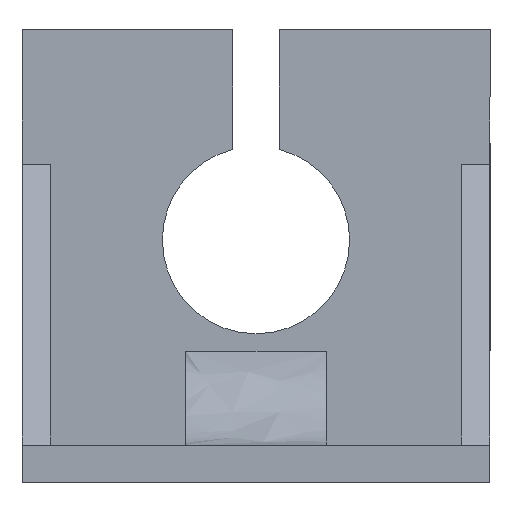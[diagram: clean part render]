
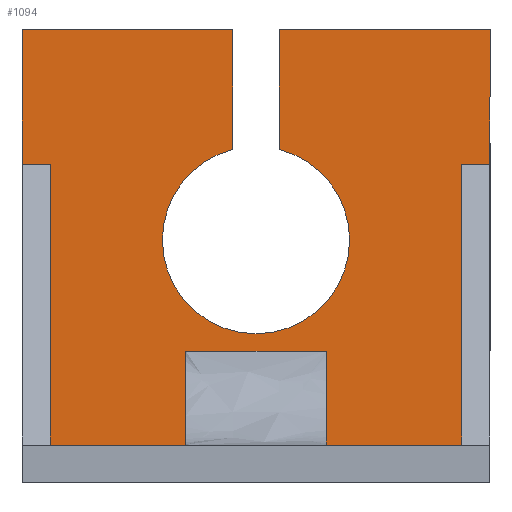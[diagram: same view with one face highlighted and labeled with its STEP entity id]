
A CAD part, front view. The second image highlights one B-rep face of the part: STEP entity #1094.
In plain terms, the highlighted planar face has unit normal (0, -1, 0).
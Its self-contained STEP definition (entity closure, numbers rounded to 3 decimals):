
#5 = EDGE_CURVE ( 'NONE', #1848, #1299, #1663, .T. ) ;
#21 = LINE ( 'NONE', #219, #1859 ) ;
#49 = EDGE_CURVE ( 'NONE', #1333, #429, #974, .T. ) ;
#58 = LINE ( 'NONE', #1067, #1608 ) ;
#75 = DIRECTION ( 'NONE',  ( 0., 1., 0. ) ) ;
#83 = CARTESIAN_POINT ( 'NONE',  ( -50., 25., 51.78 ) ) ;
#92 = DIRECTION ( 'NONE',  ( -1., 0., 0. ) ) ;
#108 = CARTESIAN_POINT ( 'NONE',  ( -6., 25., 68. ) ) ;
#137 = VECTOR ( 'NONE', #705, 1000. ) ;
#146 = VERTEX_POINT ( 'NONE', #156 ) ;
#147 = AXIS2_PLACEMENT_3D ( 'NONE', #1514, #221, #1358 ) ;
#156 = CARTESIAN_POINT ( 'NONE',  ( -35., 25., 8. ) ) ;
#163 = CARTESIAN_POINT ( 'NONE',  ( -94., 25., 0. ) ) ;
#214 = ORIENTED_EDGE ( 'NONE', *, *, #980, .T. ) ;
#219 = CARTESIAN_POINT ( 'NONE',  ( -94., 25., 68. ) ) ;
#221 = DIRECTION ( 'NONE',  ( 0., 1., 0. ) ) ;
#222 = CARTESIAN_POINT ( 'NONE',  ( -45., 25., 28. ) ) ;
#247 = DIRECTION ( 'NONE',  ( 0., 1., 0. ) ) ;
#267 = LINE ( 'NONE', #850, #1542 ) ;
#272 = EDGE_CURVE ( 'NONE', #622, #1124, #58, .T. ) ;
#274 = ORIENTED_EDGE ( 'NONE', *, *, #1680, .T. ) ;
#298 = CIRCLE ( 'NONE', #147, 20. ) ;
#302 = LINE ( 'NONE', #1003, #1345 ) ;
#335 = ORIENTED_EDGE ( 'NONE', *, *, #558, .F. ) ;
#349 = VECTOR ( 'NONE', #1114, 1000. ) ;
#356 = DIRECTION ( 'NONE',  ( 0., 1., 0. ) ) ;
#361 = VECTOR ( 'NONE', #958, 1000. ) ;
#366 = CARTESIAN_POINT ( 'NONE',  ( 0., 25., 8. ) ) ;
#382 = DIRECTION ( 'NONE',  ( -1., 0., 0. ) ) ;
#398 = EDGE_LOOP ( 'NONE', ( #1140, #1436, #620, #1619, #214, #1545, #1795, #335, #576, #1455, #1675, #1193, #1492, #1800, #274, #1424, #711, #641 ) ) ;
#399 = CARTESIAN_POINT ( 'NONE',  ( 0., 25., 96.78 ) ) ;
#413 = CARTESIAN_POINT ( 'NONE',  ( -65., 25., 18. ) ) ;
#429 = VERTEX_POINT ( 'NONE', #1405 ) ;
#449 = VECTOR ( 'NONE', #992, 1000. ) ;
#456 = EDGE_CURVE ( 'NONE', #1699, #1811, #1694, .T. ) ;
#461 = CARTESIAN_POINT ( 'NONE',  ( -45., 25., 71.145 ) ) ;
#474 = CARTESIAN_POINT ( 'NONE',  ( 0., 25., 68. ) ) ;
#504 = VECTOR ( 'NONE', #1530, 1000. ) ;
#527 = LINE ( 'NONE', #399, #349 ) ;
#558 = EDGE_CURVE ( 'NONE', #1380, #622, #267, .T. ) ;
#560 = LINE ( 'NONE', #163, #1212 ) ;
#576 = ORIENTED_EDGE ( 'NONE', *, *, #1351, .F. ) ;
#620 = ORIENTED_EDGE ( 'NONE', *, *, #1142, .T. ) ;
#622 = VERTEX_POINT ( 'NONE', #1543 ) ;
#628 = DIRECTION ( 'NONE',  ( 1., 0., 0. ) ) ;
#641 = ORIENTED_EDGE ( 'NONE', *, *, #456, .T. ) ;
#656 = DIRECTION ( 'NONE',  ( -1., 0., 0. ) ) ;
#666 = EDGE_CURVE ( 'NONE', #874, #1461, #1579, .T. ) ;
#671 = CARTESIAN_POINT ( 'NONE',  ( -6., 25., 8. ) ) ;
#672 = AXIS2_PLACEMENT_3D ( 'NONE', #1086, #356, #656 ) ;
#705 = DIRECTION ( 'NONE',  ( 0., 0., 1. ) ) ;
#711 = ORIENTED_EDGE ( 'NONE', *, *, #1438, .T. ) ;
#739 = EDGE_CURVE ( 'NONE', #900, #1124, #1288, .T. ) ;
#751 = DIRECTION ( 'NONE',  ( 0., 0., 1. ) ) ;
#763 = EDGE_CURVE ( 'NONE', #1586, #851, #864, .T. ) ;
#811 = CARTESIAN_POINT ( 'NONE',  ( 0., 25., 0. ) ) ;
#812 = AXIS2_PLACEMENT_3D ( 'NONE', #83, #247, #92 ) ;
#849 = CARTESIAN_POINT ( 'NONE',  ( -6., 25., 0. ) ) ;
#850 = CARTESIAN_POINT ( 'NONE',  ( -100., 25., 0. ) ) ;
#851 = VERTEX_POINT ( 'NONE', #461 ) ;
#864 = LINE ( 'NONE', #1871, #1059 ) ;
#874 = VERTEX_POINT ( 'NONE', #897 ) ;
#897 = CARTESIAN_POINT ( 'NONE',  ( -30., 25., 51.78 ) ) ;
#900 = VERTEX_POINT ( 'NONE', #1488 ) ;
#913 = DIRECTION ( 'NONE',  ( -1., 0., 0. ) ) ;
#927 = VERTEX_POINT ( 'NONE', #1521 ) ;
#930 = CARTESIAN_POINT ( 'NONE',  ( -65., 25., 28. ) ) ;
#958 = DIRECTION ( 'NONE',  ( 0., 0., 1. ) ) ;
#966 = DIRECTION ( 'NONE',  ( 0., 0., 1. ) ) ;
#973 = AXIS2_PLACEMENT_3D ( 'NONE', #811, #75, #382 ) ;
#974 = B_SPLINE_CURVE_WITH_KNOTS ( 'NONE', 3,
 ( #930, #1411, #222, #1236 ),
 .UNSPECIFIED., .F., .F.,
 ( 4, 4 ),
 ( 0., 1. ),
 .UNSPECIFIED. ) ;
#980 = EDGE_CURVE ( 'NONE', #1461, #900, #298, .T. ) ;
#992 = DIRECTION ( 'NONE',  ( 1., 0., 0. ) ) ;
#1003 = CARTESIAN_POINT ( 'NONE',  ( 0., 25., 8. ) ) ;
#1040 = EDGE_CURVE ( 'NONE', #1854, #1907, #1583, .T. ) ;
#1047 = DIRECTION ( 'NONE',  ( 0., 0., 1. ) ) ;
#1059 = VECTOR ( 'NONE', #1132, 1000. ) ;
#1067 = CARTESIAN_POINT ( 'NONE',  ( 0., 25., 96.78 ) ) ;
#1071 = VECTOR ( 'NONE', #628, 1000. ) ;
#1086 = CARTESIAN_POINT ( 'NONE',  ( -50., 25., 51.78 ) ) ;
#1090 = CARTESIAN_POINT ( 'NONE',  ( -65., 25., 28. ) ) ;
#1094 = ADVANCED_FACE ( 'NONE', ( #1562 ), #1739, .F. ) ;
#1114 = DIRECTION ( 'NONE',  ( 1., 0., 0. ) ) ;
#1124 = VERTEX_POINT ( 'NONE', #1265 ) ;
#1132 = DIRECTION ( 'NONE',  ( 0., 0., -1. ) ) ;
#1140 = ORIENTED_EDGE ( 'NONE', *, *, #1901, .F. ) ;
#1142 = EDGE_CURVE ( 'NONE', #851, #874, #1501, .T. ) ;
#1193 = ORIENTED_EDGE ( 'NONE', *, *, #1651, .T. ) ;
#1212 = VECTOR ( 'NONE', #751, 1000. ) ;
#1213 = CARTESIAN_POINT ( 'NONE',  ( -35., 25., 18. ) ) ;
#1236 = CARTESIAN_POINT ( 'NONE',  ( -35., 25., 28. ) ) ;
#1241 = CARTESIAN_POINT ( 'NONE',  ( -65., 25., 8. ) ) ;
#1265 = CARTESIAN_POINT ( 'NONE',  ( -55., 25., 96.78 ) ) ;
#1270 = CARTESIAN_POINT ( 'NONE',  ( -94., 25., 8. ) ) ;
#1288 = LINE ( 'NONE', #1846, #1485 ) ;
#1299 = VERTEX_POINT ( 'NONE', #1241 ) ;
#1303 = LINE ( 'NONE', #413, #1775 ) ;
#1333 = VERTEX_POINT ( 'NONE', #1090 ) ;
#1345 = VECTOR ( 'NONE', #1622, 1000. ) ;
#1351 = EDGE_CURVE ( 'NONE', #927, #1380, #21, .T. ) ;
#1357 = EDGE_CURVE ( 'NONE', #429, #146, #1381, .T. ) ;
#1358 = DIRECTION ( 'NONE',  ( -1., 0., 0. ) ) ;
#1364 = CARTESIAN_POINT ( 'NONE',  ( -100., 25., 68. ) ) ;
#1367 = CARTESIAN_POINT ( 'NONE',  ( 0., 25., 8. ) ) ;
#1380 = VERTEX_POINT ( 'NONE', #1364 ) ;
#1381 = LINE ( 'NONE', #1213, #504 ) ;
#1405 = CARTESIAN_POINT ( 'NONE',  ( -35., 25., 28. ) ) ;
#1411 = CARTESIAN_POINT ( 'NONE',  ( -55., 25., 28. ) ) ;
#1424 = ORIENTED_EDGE ( 'NONE', *, *, #1040, .T. ) ;
#1436 = ORIENTED_EDGE ( 'NONE', *, *, #763, .T. ) ;
#1438 = EDGE_CURVE ( 'NONE', #1907, #1699, #1842, .T. ) ;
#1455 = ORIENTED_EDGE ( 'NONE', *, *, #1589, .F. ) ;
#1461 = VERTEX_POINT ( 'NONE', #1581 ) ;
#1485 = VECTOR ( 'NONE', #1743, 1000. ) ;
#1488 = CARTESIAN_POINT ( 'NONE',  ( -55., 25., 71.145 ) ) ;
#1492 = ORIENTED_EDGE ( 'NONE', *, *, #49, .T. ) ;
#1501 = CIRCLE ( 'NONE', #812, 20. ) ;
#1514 = CARTESIAN_POINT ( 'NONE',  ( -50., 25., 51.78 ) ) ;
#1521 = CARTESIAN_POINT ( 'NONE',  ( -94., 25., 68. ) ) ;
#1530 = DIRECTION ( 'NONE',  ( 0., 0., -1. ) ) ;
#1542 = VECTOR ( 'NONE', #966, 1000. ) ;
#1543 = CARTESIAN_POINT ( 'NONE',  ( -100., 25., 96.78 ) ) ;
#1545 = ORIENTED_EDGE ( 'NONE', *, *, #739, .T. ) ;
#1562 = FACE_OUTER_BOUND ( 'NONE', #398, .T. ) ;
#1579 = CIRCLE ( 'NONE', #672, 20. ) ;
#1581 = CARTESIAN_POINT ( 'NONE',  ( -70., 25., 51.78 ) ) ;
#1583 = LINE ( 'NONE', #849, #137 ) ;
#1586 = VERTEX_POINT ( 'NONE', #1635 ) ;
#1589 = EDGE_CURVE ( 'NONE', #1848, #927, #560, .T. ) ;
#1608 = VECTOR ( 'NONE', #1804, 1000. ) ;
#1619 = ORIENTED_EDGE ( 'NONE', *, *, #666, .T. ) ;
#1622 = DIRECTION ( 'NONE',  ( 1., 0., 0. ) ) ;
#1635 = CARTESIAN_POINT ( 'NONE',  ( -45., 25., 96.78 ) ) ;
#1651 = EDGE_CURVE ( 'NONE', #1299, #1333, #1303, .T. ) ;
#1658 = CARTESIAN_POINT ( 'NONE',  ( 0., 25., 96.78 ) ) ;
#1663 = LINE ( 'NONE', #1367, #1071 ) ;
#1675 = ORIENTED_EDGE ( 'NONE', *, *, #5, .T. ) ;
#1680 = EDGE_CURVE ( 'NONE', #146, #1854, #302, .T. ) ;
#1694 = LINE ( 'NONE', #366, #361 ) ;
#1699 = VERTEX_POINT ( 'NONE', #474 ) ;
#1703 = CARTESIAN_POINT ( 'NONE',  ( -6., 25., 68. ) ) ;
#1739 = PLANE ( 'NONE',  #973 ) ;
#1743 = DIRECTION ( 'NONE',  ( 0., 0., 1. ) ) ;
#1775 = VECTOR ( 'NONE', #1047, 1000. ) ;
#1795 = ORIENTED_EDGE ( 'NONE', *, *, #272, .F. ) ;
#1800 = ORIENTED_EDGE ( 'NONE', *, *, #1357, .T. ) ;
#1804 = DIRECTION ( 'NONE',  ( 1., 0., 0. ) ) ;
#1811 = VERTEX_POINT ( 'NONE', #1658 ) ;
#1842 = LINE ( 'NONE', #108, #449 ) ;
#1846 = CARTESIAN_POINT ( 'NONE',  ( -55., 25., 0. ) ) ;
#1848 = VERTEX_POINT ( 'NONE', #1270 ) ;
#1854 = VERTEX_POINT ( 'NONE', #671 ) ;
#1859 = VECTOR ( 'NONE', #913, 1000. ) ;
#1871 = CARTESIAN_POINT ( 'NONE',  ( -45., 25., 0. ) ) ;
#1901 = EDGE_CURVE ( 'NONE', #1586, #1811, #527, .T. ) ;
#1907 = VERTEX_POINT ( 'NONE', #1703 ) ;
